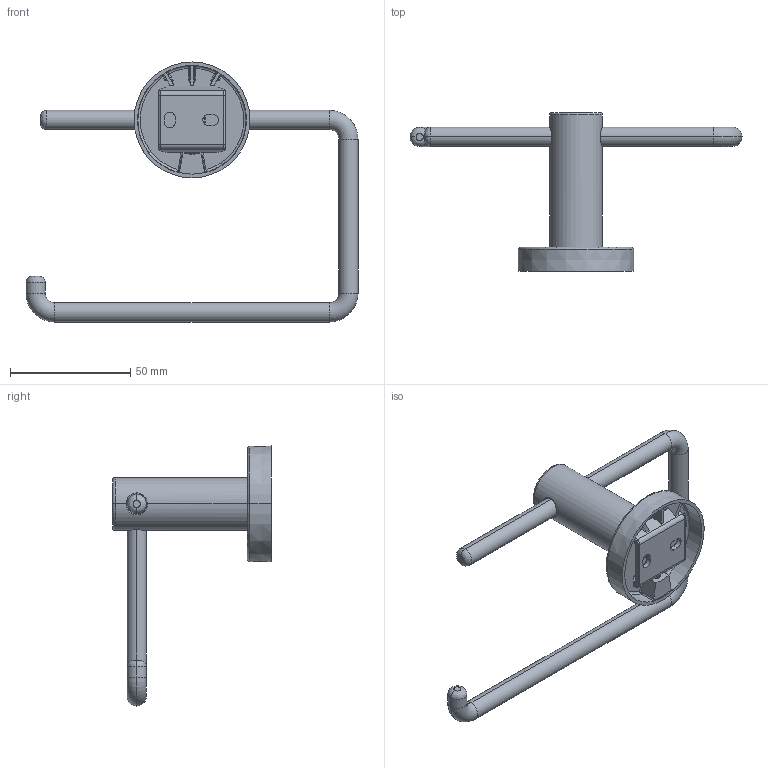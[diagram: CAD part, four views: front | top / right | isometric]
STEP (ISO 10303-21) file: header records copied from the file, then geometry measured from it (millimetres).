
FILE_DESCRIPTION((''),'2;1');
FILE_NAME('82-27_ASM','2015-07-23T',('rsmith'),(''),'PRO/ENGINEER BY PARAMETRIC TECHNOLOGY CORPORATION, 2013150','PRO/ENGINEER BY PARAMETRIC TECHNOLOGY CORPORATION, 2013150','');
FILE_SCHEMA(('CONFIG_CONTROL_DESIGN'));
Length unit declared in the file: millimetre
Products named in the file (8): CCCZ0019; CCDB0130; CCRB0039; CTST0046; CTST0224; CCKT0030; CTST0117; 82-27_ASM
Assembly tree (7 placements, depth 2):
  82-27_ASM
    CCCZ0019
    CCDB0130
    CCRB0039
    CTST0046
    CTST0224
    CCKT0030
    CTST0117
Bounding box: 138 x 66 x 108.09 mm (x, y, z)
Volume: 40637.3 mm3; surface area: 25464.5 mm2
Topology: 7 solids, 7 shells, 356 faces, 956 edges, 609 vertices
Faces by surface type: cylinder 155, plane 83, bspline 42, cone 36, torus 34, sphere 6
Entity records: 20064 total; most frequent: CARTESIAN_POINT 11444, ORIENTED_EDGE 1892, DIRECTION 1631, EDGE_CURVE 946, AXIS2_PLACEMENT_3D 641, VERTEX_POINT 609, EDGE_LOOP 375, FACE_OUTER_BOUND 356
